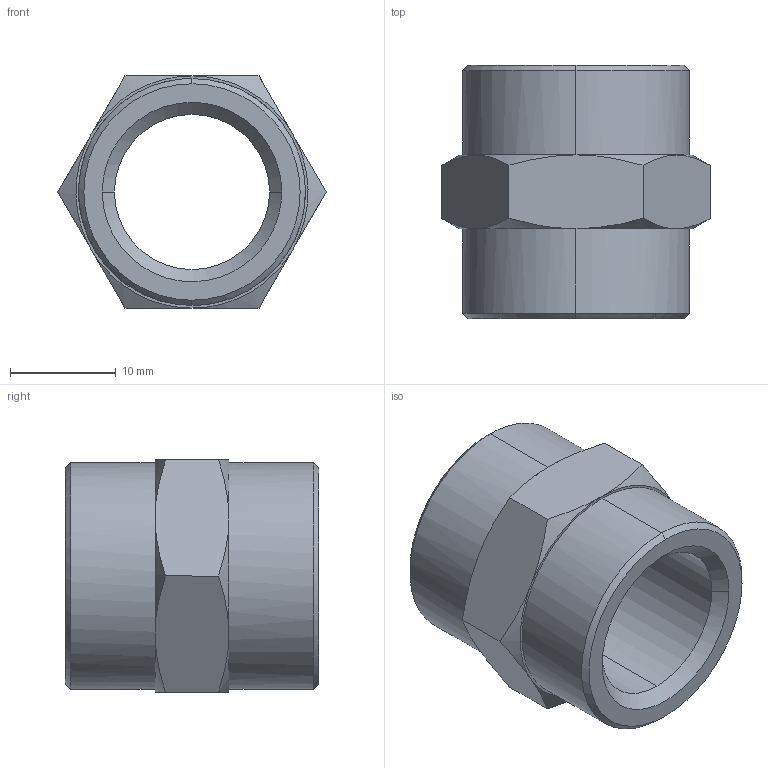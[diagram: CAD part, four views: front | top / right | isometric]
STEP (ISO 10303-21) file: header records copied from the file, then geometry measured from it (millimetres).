
FILE_DESCRIPTION (( 'STEP AP214' ), '1' );
FILE_NAME ('DRF.FF0303_IC.STEP', '2018-09-03T09:22:46', ( '' ), ( '' ), 'SwSTEP 2.0', 'SolidWorks 2018', '' );
FILE_SCHEMA (( 'AUTOMOTIVE_DESIGN' ));
Length unit declared in the file: millimetre
Products named in the file (1): DRF.FF0303_IC
Bounding box: 25.4 x 24 x 22 mm (x, y, z)
Volume: 4929.5 mm3; surface area: 3150.9 mm2
Topology: 1 solids, 1 shells, 36 faces, 80 edges, 48 vertices
Faces by surface type: bspline 34, cylinder 2
Entity records: 1968 total; most frequent: CARTESIAN_POINT 1404, ORIENTED_EDGE 160, EDGE_CURVE 80, B_SPLINE_CURVE_WITH_KNOTS 63, VERTEX_POINT 48, EDGE_LOOP 40, FACE_OUTER_BOUND 36, ADVANCED_FACE 36
